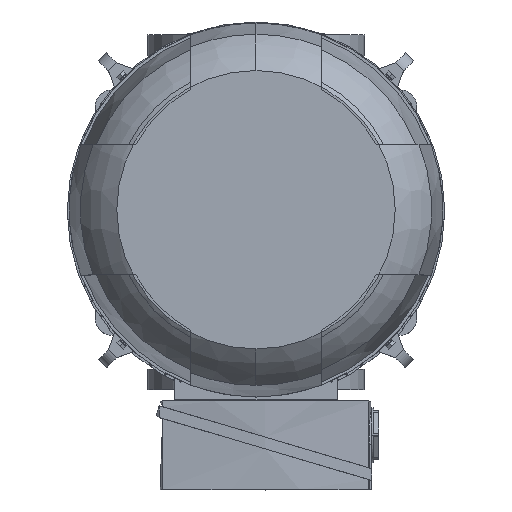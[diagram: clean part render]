
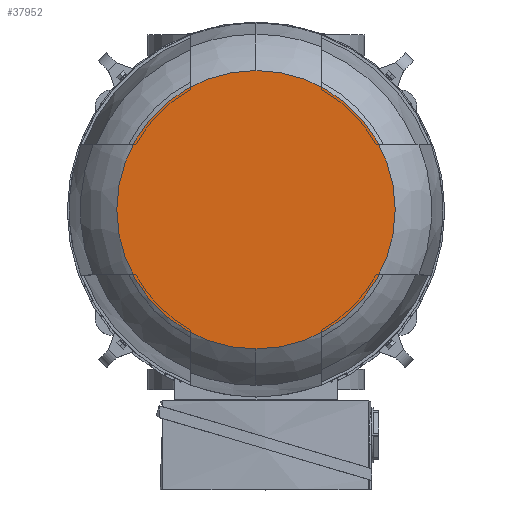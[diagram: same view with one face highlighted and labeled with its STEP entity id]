
A CAD part, top view. The second image highlights one B-rep face of the part: STEP entity #37952.
In plain terms, the highlighted planar face has unit normal (0, 0, 1).
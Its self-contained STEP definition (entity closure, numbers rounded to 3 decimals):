
#678 = DIRECTION ( 'NONE',  ( 1., 0., 0. ) ) ;
#1002 = CARTESIAN_POINT ( 'NONE',  ( 0., 0., 636. ) ) ;
#3673 = ORIENTED_EDGE ( 'NONE', *, *, #57840, .F. ) ;
#18066 = AXIS2_PLACEMENT_3D ( 'NONE', #1002, #45246, #678 ) ;
#18299 = CARTESIAN_POINT ( 'NONE',  ( 0., 0., 636. ) ) ;
#24148 = DIRECTION ( 'NONE',  ( 1., 0., 0. ) ) ;
#24448 = DIRECTION ( 'NONE',  ( 1., 0., 0. ) ) ;
#28079 = EDGE_LOOP ( 'NONE', ( #56452, #3673 ) ) ;
#29016 = CARTESIAN_POINT ( 'NONE',  ( -162.25, -162.25, 636. ) ) ;
#33267 = DIRECTION ( 'NONE',  ( 0., 0., 1. ) ) ;
#36766 = CIRCLE ( 'NONE', #18066, 147.5 ) ;
#37952 = ADVANCED_FACE ( 'NONE', ( #48558 ), #63564, .T. ) ;
#39077 = EDGE_CURVE ( 'NONE', #45461, #55611, #57784, .T. ) ;
#45246 = DIRECTION ( 'NONE',  ( 0., 0., -1. ) ) ;
#45461 = VERTEX_POINT ( 'NONE', #63876 ) ;
#48253 = DIRECTION ( 'NONE',  ( 0., 0., -1. ) ) ;
#48558 = FACE_OUTER_BOUND ( 'NONE', #28079, .T. ) ;
#49873 = CARTESIAN_POINT ( 'NONE',  ( -147.5, 0., 636. ) ) ;
#54657 = AXIS2_PLACEMENT_3D ( 'NONE', #18299, #48253, #24148 ) ;
#55611 = VERTEX_POINT ( 'NONE', #49873 ) ;
#56452 = ORIENTED_EDGE ( 'NONE', *, *, #39077, .F. ) ;
#57784 = CIRCLE ( 'NONE', #54657, 147.5 ) ;
#57840 = EDGE_CURVE ( 'NONE', #55611, #45461, #36766, .T. ) ;
#61920 = AXIS2_PLACEMENT_3D ( 'NONE', #29016, #33267, #24448 ) ;
#63564 = PLANE ( 'NONE',  #61920 ) ;
#63876 = CARTESIAN_POINT ( 'NONE',  ( 147.5, 0., 636. ) ) ;
